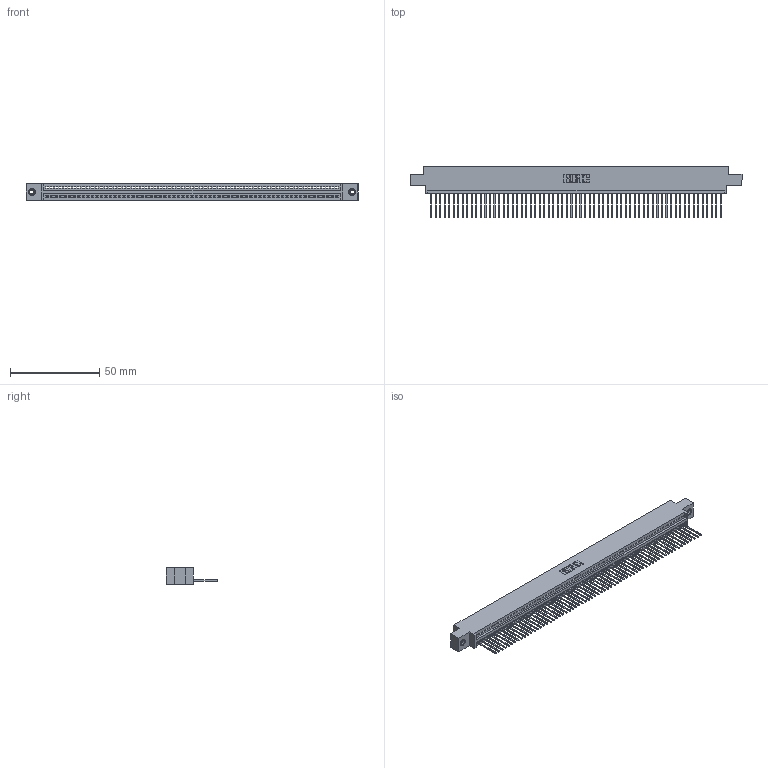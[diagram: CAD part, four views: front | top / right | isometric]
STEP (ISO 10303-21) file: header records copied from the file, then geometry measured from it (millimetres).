
FILE_DESCRIPTION (( 'STEP AP203' ), '1' );
FILE_NAME ('345-065-540-608.STEP', '2019-10-11T18:19:58', ( '' ), ( '' ), 'SwSTEP 2.0', 'SolidWorks 2016', '' );
FILE_SCHEMA (( 'CONFIG_CONTROL_DESIGN' ));
Length unit declared in the file: inch
Products named in the file (4): 345-250-001_345-250-003-102; 345-065-540-608; 345-292-001_345-293-140; 345 Part_0.170 Offset - 0.156 Dia-TI
Assembly tree (68 placements, depth 2):
  345-065-540-608
    345 Part_0.170 Offset - 0.156 Dia-TI
    345-292-001_345-293-140  x65
    345-250-001_345-250-003-102  x2
Bounding box: 186.31 x 29.13 x 9.4 mm (x, y, z)
Volume: 17852.3 mm3; surface area: 24815.8 mm2
Topology: 68 solids, 68 shells, 3960 faces, 11929 edges, 7858 vertices
Faces by surface type: plane 2716, cylinder 1228, cone 12, torus 4
Entity records: 47160 total; most frequent: CARTESIAN_POINT 8150, ORIENTED_EDGE 8142, DIRECTION 7111, EDGE_CURVE 4071, VECTOR 3659, LINE 3659, VERTEX_POINT 2708, AXIS2_PLACEMENT_3D 1726
